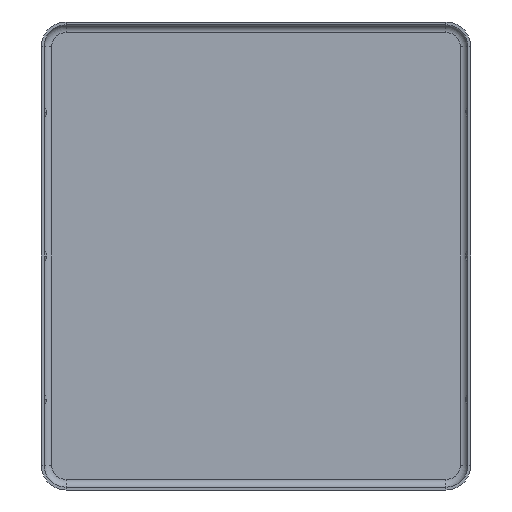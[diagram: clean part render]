
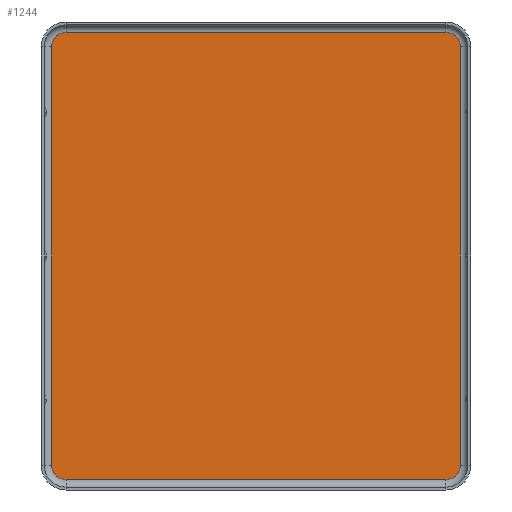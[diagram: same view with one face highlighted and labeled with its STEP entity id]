
A CAD part, front view. The second image highlights one B-rep face of the part: STEP entity #1244.
In plain terms, the highlighted planar face has unit normal (0, -1, 0).
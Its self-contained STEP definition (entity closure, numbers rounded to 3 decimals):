
#3 = CARTESIAN_POINT ( 'NONE',  ( 19.85, 0., 21.85 ) ) ;
#4 = DIRECTION ( 'NONE',  ( 0., 0., -1. ) ) ;
#20 = EDGE_CURVE ( 'NONE', #940, #512, #1229, .T. ) ;
#29 = DIRECTION ( 'NONE',  ( -1., 0., 0. ) ) ;
#31 = VECTOR ( 'NONE', #29, 1000. ) ;
#52 = CIRCLE ( 'NONE', #955, 1.5 ) ;
#103 = VERTEX_POINT ( 'NONE', #116 ) ;
#112 = ORIENTED_EDGE ( 'NONE', *, *, #1223, .T. ) ;
#116 = CARTESIAN_POINT ( 'NONE',  ( -19.85, 0., -23.35 ) ) ;
#120 = CARTESIAN_POINT ( 'NONE',  ( -21.35, 0., 0. ) ) ;
#134 = CARTESIAN_POINT ( 'NONE',  ( 21.35, 0., 21.85 ) ) ;
#145 = DIRECTION ( 'NONE',  ( 0., -1., 0. ) ) ;
#146 = ORIENTED_EDGE ( 'NONE', *, *, #1283, .T. ) ;
#157 = CARTESIAN_POINT ( 'NONE',  ( 19.85, 0., 23.35 ) ) ;
#177 = AXIS2_PLACEMENT_3D ( 'NONE', #1417, #1138, #406 ) ;
#209 = DIRECTION ( 'NONE',  ( 0., 1., 0. ) ) ;
#213 = CARTESIAN_POINT ( 'NONE',  ( -19.85, 0., 23.35 ) ) ;
#248 = ORIENTED_EDGE ( 'NONE', *, *, #20, .F. ) ;
#316 = CARTESIAN_POINT ( 'NONE',  ( 21.35, 0., -21.85 ) ) ;
#406 = DIRECTION ( 'NONE',  ( 0., 0., -1. ) ) ;
#512 = VERTEX_POINT ( 'NONE', #316 ) ;
#522 = CARTESIAN_POINT ( 'NONE',  ( -21.35, 0., 21.85 ) ) ;
#534 = AXIS2_PLACEMENT_3D ( 'NONE', #863, #145, #1289 ) ;
#576 = DIRECTION ( 'NONE',  ( 0., 0., -1. ) ) ;
#595 = CARTESIAN_POINT ( 'NONE',  ( 19.85, 0., -23.35 ) ) ;
#665 = DIRECTION ( 'NONE',  ( 0., 0., -1. ) ) ;
#674 = DIRECTION ( 'NONE',  ( 0., 0., 1. ) ) ;
#740 = DIRECTION ( 'NONE',  ( 0., -1., 0. ) ) ;
#775 = CIRCLE ( 'NONE', #1100, 1.5 ) ;
#863 = CARTESIAN_POINT ( 'NONE',  ( -19.85, 0., -21.85 ) ) ;
#883 = CIRCLE ( 'NONE', #534, 1.5 ) ;
#884 = EDGE_CURVE ( 'NONE', #1760, #103, #883, .T. ) ;
#931 = CARTESIAN_POINT ( 'NONE',  ( -21.35, 0., -21.85 ) ) ;
#936 = VERTEX_POINT ( 'NONE', #595 ) ;
#940 = VERTEX_POINT ( 'NONE', #134 ) ;
#955 = AXIS2_PLACEMENT_3D ( 'NONE', #3, #740, #1704 ) ;
#1057 = CIRCLE ( 'NONE', #1389, 1.5 ) ;
#1072 = ORIENTED_EDGE ( 'NONE', *, *, #1432, .F. ) ;
#1078 = ORIENTED_EDGE ( 'NONE', *, *, #1565, .F. ) ;
#1100 = AXIS2_PLACEMENT_3D ( 'NONE', #1239, #1629, #674 ) ;
#1138 = DIRECTION ( 'NONE',  ( 0., -1., 0. ) ) ;
#1154 = EDGE_CURVE ( 'NONE', #1354, #1764, #1057, .T. ) ;
#1223 = EDGE_CURVE ( 'NONE', #1354, #1760, #1726, .T. ) ;
#1229 = LINE ( 'NONE', #1310, #1317 ) ;
#1239 = CARTESIAN_POINT ( 'NONE',  ( 19.85, 0., -21.85 ) ) ;
#1244 = ADVANCED_FACE ( 'NONE', ( #1449 ), #1679, .T. ) ;
#1283 = EDGE_CURVE ( 'NONE', #940, #1319, #52, .T. ) ;
#1289 = DIRECTION ( 'NONE',  ( 0., 0., 1. ) ) ;
#1300 = VECTOR ( 'NONE', #576, 1000. ) ;
#1310 = CARTESIAN_POINT ( 'NONE',  ( 21.35, 0., 0. ) ) ;
#1316 = ORIENTED_EDGE ( 'NONE', *, *, #884, .T. ) ;
#1317 = VECTOR ( 'NONE', #4, 1000. ) ;
#1319 = VERTEX_POINT ( 'NONE', #157 ) ;
#1322 = LINE ( 'NONE', #1328, #31 ) ;
#1328 = CARTESIAN_POINT ( 'NONE',  ( 19.85, 0., -23.35 ) ) ;
#1354 = VERTEX_POINT ( 'NONE', #522 ) ;
#1389 = AXIS2_PLACEMENT_3D ( 'NONE', #1767, #209, #665 ) ;
#1417 = CARTESIAN_POINT ( 'NONE',  ( 19.85, 0., -21.85 ) ) ;
#1424 = LINE ( 'NONE', #1498, #1556 ) ;
#1432 = EDGE_CURVE ( 'NONE', #512, #936, #775, .T. ) ;
#1438 = EDGE_LOOP ( 'NONE', ( #1078, #1072, #248, #146, #1681, #1827, #112, #1316 ) ) ;
#1449 = FACE_OUTER_BOUND ( 'NONE', #1438, .T. ) ;
#1495 = DIRECTION ( 'NONE',  ( -1., 0., 0. ) ) ;
#1498 = CARTESIAN_POINT ( 'NONE',  ( 19.85, 0., 23.35 ) ) ;
#1556 = VECTOR ( 'NONE', #1495, 1000. ) ;
#1565 = EDGE_CURVE ( 'NONE', #936, #103, #1322, .T. ) ;
#1629 = DIRECTION ( 'NONE',  ( 0., 1., 0. ) ) ;
#1679 = PLANE ( 'NONE',  #177 ) ;
#1680 = EDGE_CURVE ( 'NONE', #1319, #1764, #1424, .T. ) ;
#1681 = ORIENTED_EDGE ( 'NONE', *, *, #1680, .T. ) ;
#1704 = DIRECTION ( 'NONE',  ( 0., 0., -1. ) ) ;
#1726 = LINE ( 'NONE', #120, #1300 ) ;
#1760 = VERTEX_POINT ( 'NONE', #931 ) ;
#1764 = VERTEX_POINT ( 'NONE', #213 ) ;
#1767 = CARTESIAN_POINT ( 'NONE',  ( -19.85, 0., 21.85 ) ) ;
#1827 = ORIENTED_EDGE ( 'NONE', *, *, #1154, .F. ) ;
